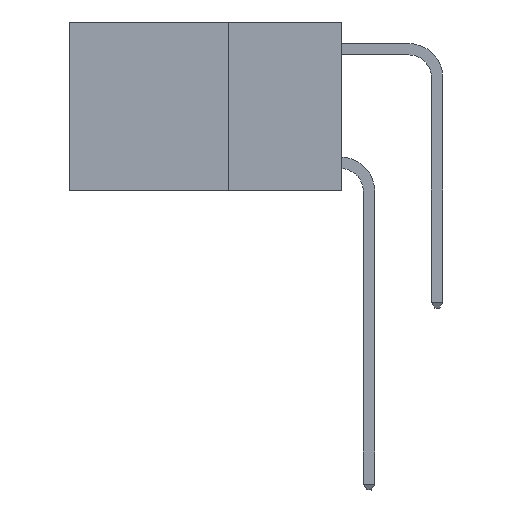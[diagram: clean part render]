
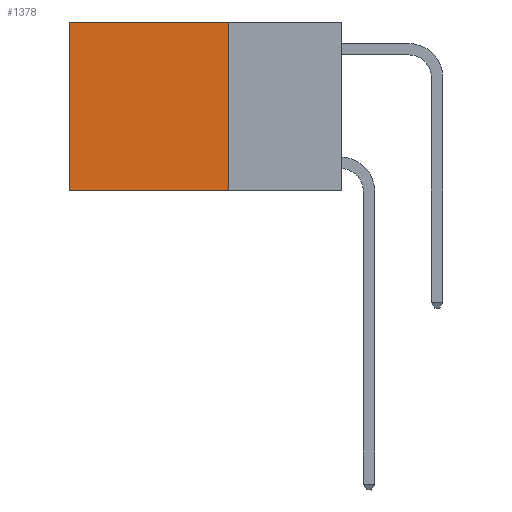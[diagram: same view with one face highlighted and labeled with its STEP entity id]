
A CAD part, left-side view. The second image highlights one B-rep face of the part: STEP entity #1378.
In plain terms, the highlighted planar face has unit normal (-1, 0, 0).
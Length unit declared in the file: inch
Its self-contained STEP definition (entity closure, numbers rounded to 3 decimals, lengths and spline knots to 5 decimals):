
#522 = VECTOR ( 'NONE', #1388, 39.37008 ) ;
#629 = VECTOR ( 'NONE', #19391, 39.37008 ) ;
#895 = VERTEX_POINT ( 'NONE', #3392 ) ;
#1378 = ADVANCED_FACE ( 'NONE', ( #23028 ), #19119, .F. ) ;
#1388 = DIRECTION ( 'NONE',  ( 0., 1., 0. ) ) ;
#1686 = VECTOR ( 'NONE', #20577, 39.37008 ) ;
#2416 = EDGE_CURVE ( 'NONE', #17887, #12796, #10825, .T. ) ;
#3392 = CARTESIAN_POINT ( 'NONE',  ( 0.2625, 0.25, -0.37 ) ) ;
#3989 = CARTESIAN_POINT ( 'NONE',  ( 0.2625, 0.6, -0.37 ) ) ;
#4512 = DIRECTION ( 'NONE',  ( 1., 0., 0. ) ) ;
#5026 = CARTESIAN_POINT ( 'NONE',  ( 0.2625, 0.6, 0. ) ) ;
#5766 = LINE ( 'NONE', #11546, #629 ) ;
#5790 = VECTOR ( 'NONE', #10830, 39.37008 ) ;
#6438 = CARTESIAN_POINT ( 'NONE',  ( 0.2625, 0.25, 0. ) ) ;
#6543 = EDGE_CURVE ( 'NONE', #17887, #895, #16710, .T. ) ;
#6788 = EDGE_LOOP ( 'NONE', ( #23080, #13851, #24051, #14976 ) ) ;
#6950 = CARTESIAN_POINT ( 'NONE',  ( 0.2625, 0.25, 0. ) ) ;
#10825 = LINE ( 'NONE', #24605, #522 ) ;
#10830 = DIRECTION ( 'NONE',  ( 0., 0., -1. ) ) ;
#11546 = CARTESIAN_POINT ( 'NONE',  ( 0.2625, 0.25, -0.37 ) ) ;
#12016 = LINE ( 'NONE', #5026, #1686 ) ;
#12796 = VERTEX_POINT ( 'NONE', #18803 ) ;
#13851 = ORIENTED_EDGE ( 'NONE', *, *, #21222, .F. ) ;
#14976 = ORIENTED_EDGE ( 'NONE', *, *, #2416, .T. ) ;
#15856 = DIRECTION ( 'NONE',  ( 0., 0., -1. ) ) ;
#16363 = CARTESIAN_POINT ( 'NONE',  ( 0.2625, 0.25, 0. ) ) ;
#16710 = LINE ( 'NONE', #6950, #5790 ) ;
#17887 = VERTEX_POINT ( 'NONE', #6438 ) ;
#18803 = CARTESIAN_POINT ( 'NONE',  ( 0.2625, 0.6, 0. ) ) ;
#19119 = PLANE ( 'NONE',  #25006 ) ;
#19391 = DIRECTION ( 'NONE',  ( 0., 1., 0. ) ) ;
#20577 = DIRECTION ( 'NONE',  ( 0., 0., -1. ) ) ;
#21222 = EDGE_CURVE ( 'NONE', #895, #21263, #5766, .T. ) ;
#21263 = VERTEX_POINT ( 'NONE', #3989 ) ;
#23028 = FACE_OUTER_BOUND ( 'NONE', #6788, .T. ) ;
#23080 = ORIENTED_EDGE ( 'NONE', *, *, #24365, .T. ) ;
#24051 = ORIENTED_EDGE ( 'NONE', *, *, #6543, .F. ) ;
#24365 = EDGE_CURVE ( 'NONE', #12796, #21263, #12016, .T. ) ;
#24605 = CARTESIAN_POINT ( 'NONE',  ( 0.2625, 0.25, 0. ) ) ;
#25006 = AXIS2_PLACEMENT_3D ( 'NONE', #16363, #4512, #15856 ) ;
